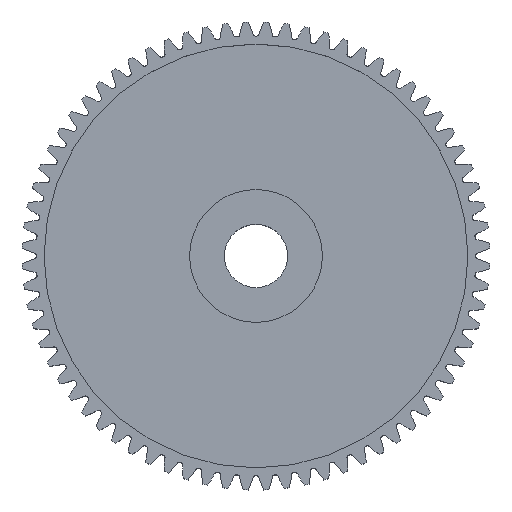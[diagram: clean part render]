
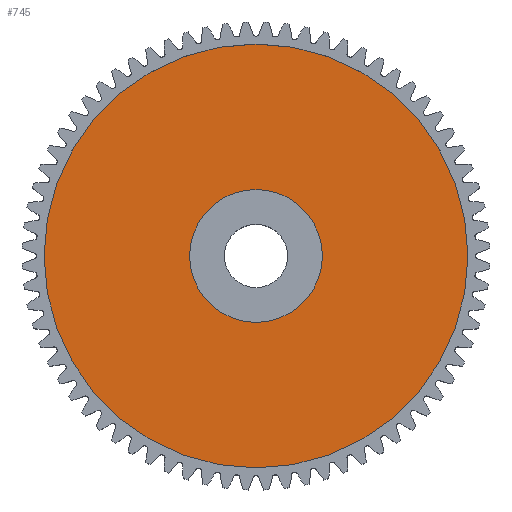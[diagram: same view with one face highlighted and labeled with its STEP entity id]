
A CAD part, top view. The second image highlights one B-rep face of the part: STEP entity #745.
In plain terms, the highlighted planar face has unit normal (0, 0, 1).
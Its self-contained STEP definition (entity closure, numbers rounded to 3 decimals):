
#738 = EDGE_CURVE ( 'NONE', #14516, #14514, #1450, .T. ) ;
#740 = EDGE_CURVE ( 'NONE', #14634, #14638, #1375, .T. ) ;
#745 = ADVANCED_FACE ( 'NONE', ( #1383, #1379 ), #1498, .F. ) ;
#747 = ORIENTED_EDGE ( 'NONE', *, *, #738, .T. ) ;
#748 = EDGE_LOOP ( 'NONE', ( #749, #751 ) ) ;
#749 = ORIENTED_EDGE ( 'NONE', *, *, #740, .F. ) ;
#751 = ORIENTED_EDGE ( 'NONE', *, *, #14504, .F. ) ;
#756 = EDGE_LOOP ( 'NONE', ( #763, #747 ) ) ;
#763 = ORIENTED_EDGE ( 'NONE', *, *, #14513, .T. ) ;
#1375 = CIRCLE ( 'NONE', #1393, 33.5 ) ;
#1379 = FACE_OUTER_BOUND ( 'NONE', #748, .T. ) ;
#1380 = DIRECTION ( 'NONE',  ( -1., 0., 0. ) ) ;
#1381 = DIRECTION ( 'NONE',  ( -1., 0., 0. ) ) ;
#1382 = AXIS2_PLACEMENT_3D ( 'NONE', #1405, #1392, #1381 ) ;
#1383 = FACE_BOUND ( 'NONE', #756, .T. ) ;
#1392 = DIRECTION ( 'NONE',  ( 0., 0., -1. ) ) ;
#1393 = AXIS2_PLACEMENT_3D ( 'NONE', #1400, #1404, #1380 ) ;
#1394 = AXIS2_PLACEMENT_3D ( 'NONE', #1399, #1494, #1493 ) ;
#1399 = CARTESIAN_POINT ( 'NONE',  ( 0., 0., 6.8 ) ) ;
#1400 = CARTESIAN_POINT ( 'NONE',  ( 0., 0., 6.8 ) ) ;
#1404 = DIRECTION ( 'NONE',  ( 0., 0., -1. ) ) ;
#1405 = CARTESIAN_POINT ( 'NONE',  ( 0., 0., 6.8 ) ) ;
#1450 = CIRCLE ( 'NONE', #1382, 10.5 ) ;
#1493 = DIRECTION ( 'NONE',  ( -1., 0., 0. ) ) ;
#1494 = DIRECTION ( 'NONE',  ( 0., 0., -1. ) ) ;
#1498 = PLANE ( 'NONE',  #1394 ) ;
#7054 = DIRECTION ( 'NONE',  ( -1., 0., 0. ) ) ;
#7055 = DIRECTION ( 'NONE',  ( 0., 0., -1. ) ) ;
#7056 = AXIS2_PLACEMENT_3D ( 'NONE', #7087, #7055, #7054 ) ;
#7060 = CIRCLE ( 'NONE', #7056, 10.5 ) ;
#7087 = CARTESIAN_POINT ( 'NONE',  ( 0., 0., 6.8 ) ) ;
#7089 = CARTESIAN_POINT ( 'NONE',  ( -10.5, 0., 6.8 ) ) ;
#7090 = CARTESIAN_POINT ( 'NONE',  ( 10.5, 0., 6.8 ) ) ;
#7095 = DIRECTION ( 'NONE',  ( -1., 0., 0. ) ) ;
#7096 = DIRECTION ( 'NONE',  ( 0., 0., -1. ) ) ;
#7097 = CARTESIAN_POINT ( 'NONE',  ( 0., 0., 6.8 ) ) ;
#7098 = AXIS2_PLACEMENT_3D ( 'NONE', #7097, #7096, #7095 ) ;
#7099 = CIRCLE ( 'NONE', #7098, 33.5 ) ;
#7299 = CARTESIAN_POINT ( 'NONE',  ( -33.5, 0., 6.8 ) ) ;
#7458 = CARTESIAN_POINT ( 'NONE',  ( 33.5, 0., 6.8 ) ) ;
#14504 = EDGE_CURVE ( 'NONE', #14638, #14634, #7099, .T. ) ;
#14513 = EDGE_CURVE ( 'NONE', #14514, #14516, #7060, .T. ) ;
#14514 = VERTEX_POINT ( 'NONE', #7089 ) ;
#14516 = VERTEX_POINT ( 'NONE', #7090 ) ;
#14634 = VERTEX_POINT ( 'NONE', #7299 ) ;
#14638 = VERTEX_POINT ( 'NONE', #7458 ) ;
